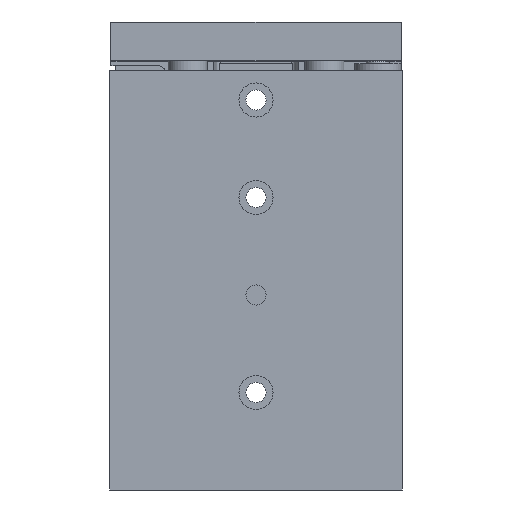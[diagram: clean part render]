
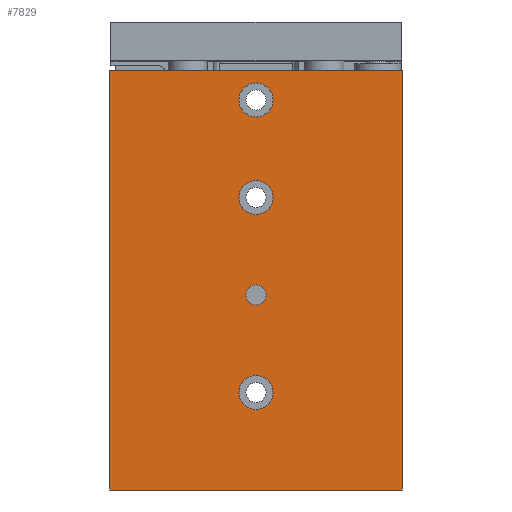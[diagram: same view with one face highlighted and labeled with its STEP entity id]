
A CAD part, front view. The second image highlights one B-rep face of the part: STEP entity #7829.
In plain terms, the highlighted planar face has unit normal (0, -1, 0).
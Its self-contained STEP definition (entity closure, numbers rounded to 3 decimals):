
#87=LINE('',#11435,#537);
#121=LINE('',#11511,#571);
#143=LINE('',#11603,#593);
#144=LINE('',#11613,#594);
#537=VECTOR('',#9193,1000.);
#571=VECTOR('',#9245,1000.);
#593=VECTOR('',#9315,1000.);
#594=VECTOR('',#9326,1000.);
#984=PLANE('',#8303);
#1274=ORIENTED_EDGE('',*,*,#3105,.F.);
#1275=ORIENTED_EDGE('',*,*,#3106,.F.);
#1276=ORIENTED_EDGE('',*,*,#3107,.F.);
#1277=ORIENTED_EDGE('',*,*,#3108,.F.);
#1278=ORIENTED_EDGE('',*,*,#3024,.F.);
#1279=ORIENTED_EDGE('',*,*,#3104,.F.);
#1280=ORIENTED_EDGE('',*,*,#3062,.T.);
#1281=ORIENTED_EDGE('',*,*,#3109,.T.);
#3024=EDGE_CURVE('',#3946,#3947,#87,.T.);
#3062=EDGE_CURVE('',#3980,#3979,#121,.T.);
#3104=EDGE_CURVE('',#3980,#3946,#143,.T.);
#3105=EDGE_CURVE('',#4016,#4016,#4626,.T.);
#3106=EDGE_CURVE('',#4017,#4017,#4627,.T.);
#3107=EDGE_CURVE('',#4018,#4018,#4628,.T.);
#3108=EDGE_CURVE('',#4019,#4019,#4629,.T.);
#3109=EDGE_CURVE('',#3979,#3947,#144,.T.);
#3946=VERTEX_POINT('',#11434);
#3947=VERTEX_POINT('',#11436);
#3979=VERTEX_POINT('',#11510);
#3980=VERTEX_POINT('',#11512);
#4016=VERTEX_POINT('',#11606);
#4017=VERTEX_POINT('',#11608);
#4018=VERTEX_POINT('',#11610);
#4019=VERTEX_POINT('',#11612);
#4626=CIRCLE('',#8304,2.067);
#4627=CIRCLE('',#8305,3.5);
#4628=CIRCLE('',#8306,3.5);
#4629=CIRCLE('',#8307,3.5);
#5068=EDGE_LOOP('',(#1274));
#5069=EDGE_LOOP('',(#1275));
#5070=EDGE_LOOP('',(#1276));
#5071=EDGE_LOOP('',(#1277));
#5072=EDGE_LOOP('',(#1278,#1279,#1280,#1281));
#5686=FACE_BOUND('',#5068,.T.);
#5687=FACE_BOUND('',#5069,.T.);
#5688=FACE_BOUND('',#5070,.T.);
#5689=FACE_BOUND('',#5071,.T.);
#5690=FACE_BOUND('',#5072,.T.);
#7829=ADVANCED_FACE('',(#5686,#5687,#5688,#5689,#5690),#984,.T.);
#8303=AXIS2_PLACEMENT_3D('',#11604,#9316,#9317);
#8304=AXIS2_PLACEMENT_3D('',#11605,#9318,#9319);
#8305=AXIS2_PLACEMENT_3D('',#11607,#9320,#9321);
#8306=AXIS2_PLACEMENT_3D('',#11609,#9322,#9323);
#8307=AXIS2_PLACEMENT_3D('',#11611,#9324,#9325);
#9193=DIRECTION('',(1.,0.,0.));
#9245=DIRECTION('',(1.,0.,0.));
#9315=DIRECTION('',(0.,0.,1.));
#9316=DIRECTION('',(0.,-1.,0.));
#9317=DIRECTION('',(0.,0.,-1.));
#9318=DIRECTION('',(0.,-1.,0.));
#9319=DIRECTION('',(0.,0.,-1.));
#9320=DIRECTION('',(0.,-1.,0.));
#9321=DIRECTION('',(0.,0.,-1.));
#9322=DIRECTION('',(0.,-1.,0.));
#9323=DIRECTION('',(0.,0.,-1.));
#9324=DIRECTION('',(0.,-1.,0.));
#9325=DIRECTION('',(0.,0.,-1.));
#9326=DIRECTION('',(0.,0.,1.));
#11434=CARTESIAN_POINT('',(-30.,0.,0.));
#11435=CARTESIAN_POINT('',(-30.,0.,0.));
#11436=CARTESIAN_POINT('',(30.,0.,0.));
#11510=CARTESIAN_POINT('',(30.,0.,-86.));
#11511=CARTESIAN_POINT('',(-30.,0.,-86.));
#11512=CARTESIAN_POINT('',(-30.,0.,-86.));
#11603=CARTESIAN_POINT('',(-30.,0.,-86.));
#11604=CARTESIAN_POINT('',(-30.,0.,-86.));
#11605=CARTESIAN_POINT('',(0.,0.,-46.));
#11606=CARTESIAN_POINT('',(0.,0.,-48.067));
#11607=CARTESIAN_POINT('',(0.,0.,-26.));
#11608=CARTESIAN_POINT('',(0.,0.,-29.5));
#11609=CARTESIAN_POINT('',(0.,0.,-66.));
#11610=CARTESIAN_POINT('',(0.,0.,-69.5));
#11611=CARTESIAN_POINT('',(0.,0.,-6.));
#11612=CARTESIAN_POINT('',(0.,0.,-9.5));
#11613=CARTESIAN_POINT('',(30.,0.,-86.));
